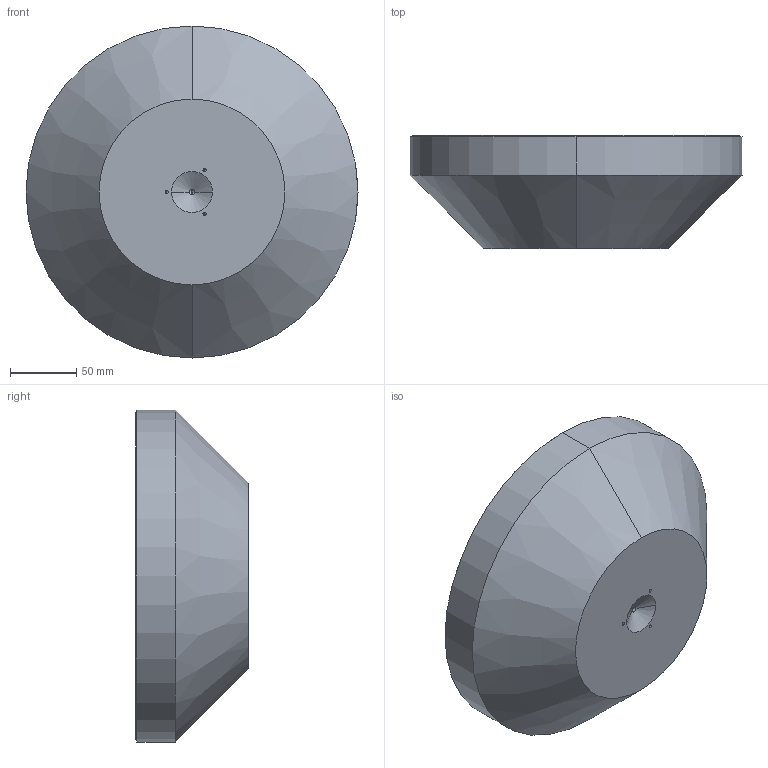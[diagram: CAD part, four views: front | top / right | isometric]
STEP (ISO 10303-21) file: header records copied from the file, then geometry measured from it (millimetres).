
FILE_DESCRIPTION (( 'STEP AP214' ), '1' );
FILE_NAME ('S1025001.STEP', '2019-08-23T19:07:18', ( '' ), ( '' ), 'SwSTEP 2.0', 'SolidWorks 2019', '' );
FILE_SCHEMA (( 'AUTOMOTIVE_DESIGN' ));
Length unit declared in the file: inch
Products named in the file (1): S1025001
Bounding box: 250 x 85 x 250 mm (x, y, z)
Volume: 3154194.3 mm3; surface area: 237865.3 mm2
Topology: 2 solids, 2 shells, 38 faces, 84 edges, 47 vertices
Faces by surface type: cylinder 18, cone 14, plane 6
Entity records: 1589 total; most frequent: CARTESIAN_POINT 226, DIRECTION 190, ORIENTED_EDGE 148, AXIS2_PLACEMENT_3D 79, EDGE_CURVE 74, VERTEX_POINT 47, EDGE_LOOP 45, UNCERTAINTY_MEASURE_WITH_UNIT 42
